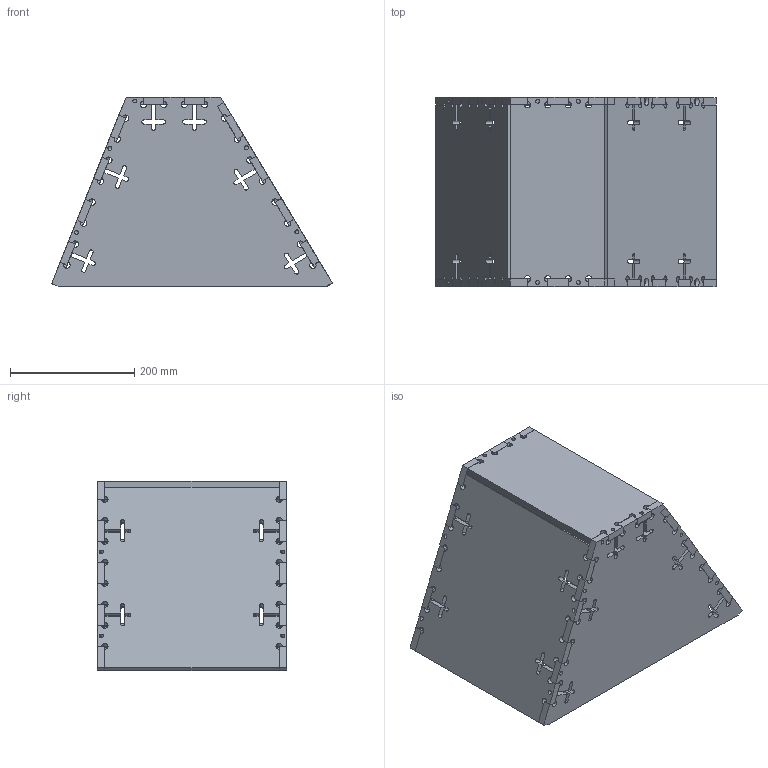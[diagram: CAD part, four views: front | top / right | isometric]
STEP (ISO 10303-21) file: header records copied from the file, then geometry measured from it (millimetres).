
FILE_DESCRIPTION( ( '' ), ' ' );
FILE_NAME( '5ac54357c2bd130e5882a67d.step', '2018-04-04T21:27:52', ( '' ), ( '' ), ' ', ' ', ' ' );
FILE_SCHEMA( ( 'AUTOMOTIVE_DESIGN { 1 0 10303 214 1 1 1 1 }' ) );
Length unit declared in the file: metre
Products named in the file (5): Assem1; Part 1
Assembly tree (5 placements, depth 2):
  Assem1
    Part 1  x2
    Part 1
    Part 1
    Part 1
Bounding box: 452.66 x 304.8 x 306.11 mm (x, y, z)
Volume: 4746132.1 mm3; surface area: 927429.5 mm2
Topology: 5 solids, 5 shells, 534 faces, 1580 edges, 1052 vertices
Faces by surface type: plane 370, cylinder 160, cone 4
Full cylindrical faces by diameter (mm): 6.35 x22
Entity records: 13007 total; most frequent: CARTESIAN_POINT 2327, ORIENTED_EDGE 2252, DIRECTION 2150, EDGE_CURVE 1126, LINE 884, VECTOR 884, VERTEX_POINT 762, AXIS2_PLACEMENT_3D 633
